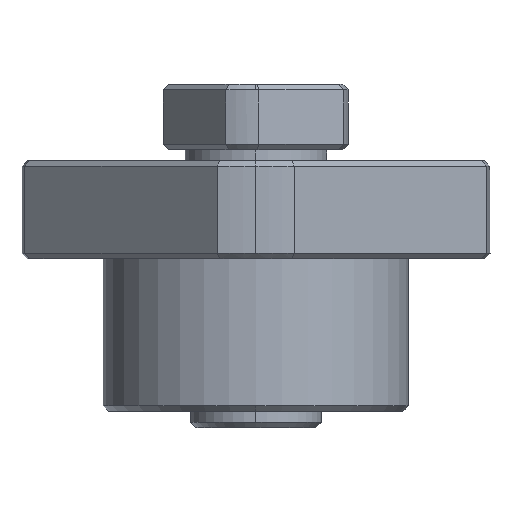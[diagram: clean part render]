
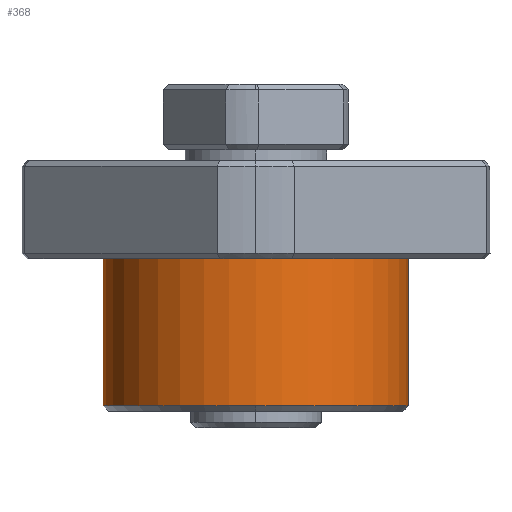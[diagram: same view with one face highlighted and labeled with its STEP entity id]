
A CAD part, left-side view. The second image highlights one B-rep face of the part: STEP entity #368.
In plain terms, the highlighted cylindrical face has radius 14 mm (diameter 28 mm), a partial arc.
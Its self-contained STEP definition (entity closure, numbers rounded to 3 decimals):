
#368 = ADVANCED_FACE ( 'NONE', ( #4592 ), #18645, .T. ) ;
#908 = CIRCLE ( 'NONE', #17585, 14. ) ;
#1261 = LINE ( 'NONE', #6565, #11379 ) ;
#4048 = CARTESIAN_POINT ( 'NONE',  ( 46.422, 8.753, -11. ) ) ;
#4376 = ORIENTED_EDGE ( 'NONE', *, *, #6999, .F. ) ;
#4432 = EDGE_CURVE ( 'NONE', #13889, #9672, #1261, .T. ) ;
#4592 = FACE_OUTER_BOUND ( 'NONE', #17626, .T. ) ;
#4703 = CARTESIAN_POINT ( 'NONE',  ( 46.422, 22.753, 2.5 ) ) ;
#5016 = ORIENTED_EDGE ( 'NONE', *, *, #21182, .T. ) ;
#5260 = CARTESIAN_POINT ( 'NONE',  ( 46.422, 8.753, 2.5 ) ) ;
#5477 = AXIS2_PLACEMENT_3D ( 'NONE', #4048, #7668, #5925 ) ;
#5752 = DIRECTION ( 'NONE',  ( 0., 1., 0. ) ) ;
#5925 = DIRECTION ( 'NONE',  ( -1., 0., 0. ) ) ;
#6013 = CARTESIAN_POINT ( 'NONE',  ( 46.422, 8.753, -11. ) ) ;
#6161 = DIRECTION ( 'NONE',  ( -1., 0., 0. ) ) ;
#6565 = CARTESIAN_POINT ( 'NONE',  ( 46.422, -5.247, 2.5 ) ) ;
#6999 = EDGE_CURVE ( 'NONE', #9933, #13889, #908, .T. ) ;
#7192 = CARTESIAN_POINT ( 'NONE',  ( 46.422, 22.753, -11. ) ) ;
#7351 = CARTESIAN_POINT ( 'NONE',  ( 32.422, 8.753, -11. ) ) ;
#7647 = DIRECTION ( 'NONE',  ( 0., 0., -1. ) ) ;
#7668 = DIRECTION ( 'NONE',  ( 0., 0., -1. ) ) ;
#7864 = EDGE_CURVE ( 'NONE', #14708, #20341, #8711, .T. ) ;
#8241 = VECTOR ( 'NONE', #18106, 1000. ) ;
#8711 = CIRCLE ( 'NONE', #12502, 14. ) ;
#9368 = CARTESIAN_POINT ( 'NONE',  ( 46.422, 8.753, 2.5 ) ) ;
#9554 = ORIENTED_EDGE ( 'NONE', *, *, #21882, .F. ) ;
#9672 = VERTEX_POINT ( 'NONE', #16496 ) ;
#9933 = VERTEX_POINT ( 'NONE', #4703 ) ;
#11256 = ORIENTED_EDGE ( 'NONE', *, *, #7864, .F. ) ;
#11379 = VECTOR ( 'NONE', #22742, 1000. ) ;
#12502 = AXIS2_PLACEMENT_3D ( 'NONE', #6013, #16942, #6161 ) ;
#13205 = CARTESIAN_POINT ( 'NONE',  ( 46.422, -5.247, 2.5 ) ) ;
#13889 = VERTEX_POINT ( 'NONE', #13205 ) ;
#14437 = DIRECTION ( 'NONE',  ( 0., 0., 1. ) ) ;
#14708 = VERTEX_POINT ( 'NONE', #7351 ) ;
#15285 = LINE ( 'NONE', #21725, #8241 ) ;
#16496 = CARTESIAN_POINT ( 'NONE',  ( 46.422, -5.247, -11. ) ) ;
#16942 = DIRECTION ( 'NONE',  ( 0., 0., -1. ) ) ;
#17585 = AXIS2_PLACEMENT_3D ( 'NONE', #5260, #14437, #18054 ) ;
#17626 = EDGE_LOOP ( 'NONE', ( #20788, #4376, #5016, #11256, #9554 ) ) ;
#18054 = DIRECTION ( 'NONE',  ( 0., 1., 0. ) ) ;
#18106 = DIRECTION ( 'NONE',  ( 0., 0., -1. ) ) ;
#18645 = CYLINDRICAL_SURFACE ( 'NONE', #20575, 14. ) ;
#18865 = CIRCLE ( 'NONE', #5477, 14. ) ;
#20341 = VERTEX_POINT ( 'NONE', #7192 ) ;
#20575 = AXIS2_PLACEMENT_3D ( 'NONE', #9368, #7647, #5752 ) ;
#20788 = ORIENTED_EDGE ( 'NONE', *, *, #4432, .F. ) ;
#21182 = EDGE_CURVE ( 'NONE', #9933, #20341, #15285, .T. ) ;
#21725 = CARTESIAN_POINT ( 'NONE',  ( 46.422, 22.753, 2.5 ) ) ;
#21882 = EDGE_CURVE ( 'NONE', #9672, #14708, #18865, .T. ) ;
#22742 = DIRECTION ( 'NONE',  ( 0., 0., -1. ) ) ;
